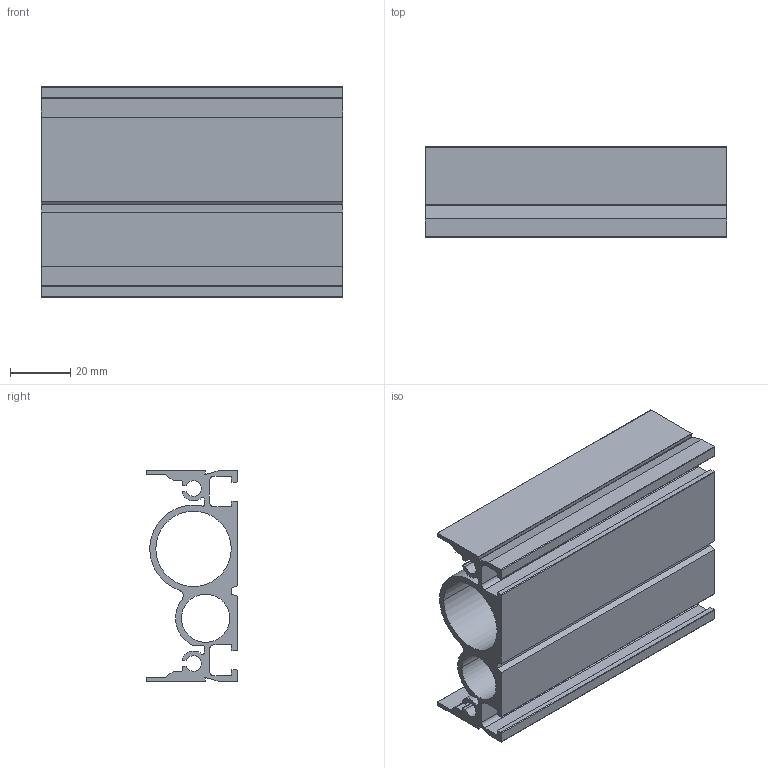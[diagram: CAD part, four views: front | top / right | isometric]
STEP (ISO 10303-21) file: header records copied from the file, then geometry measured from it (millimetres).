
FILE_DESCRIPTION (( 'STEP AP214' ), '1' );
FILE_NAME ('SIC-M059.025.016.STEP', '2019-02-19T11:25:44', ( '' ), ( '' ), 'SwSTEP 2.0', 'SolidWorks 2018', '' );
FILE_SCHEMA (( 'AUTOMOTIVE_DESIGN' ));
Length unit declared in the file: millimetre
Products named in the file (1): SIC-M059.025.016
Bounding box: 100 x 30 x 70 mm (x, y, z)
Volume: 60826.6 mm3; surface area: 48300.3 mm2
Topology: 1 solids, 1 shells, 101 faces, 297 edges, 198 vertices
Faces by surface type: cylinder 55, plane 46
Entity records: 3443 total; most frequent: DIRECTION 611, CARTESIAN_POINT 597, ORIENTED_EDGE 594, EDGE_CURVE 297, AXIS2_PLACEMENT_3D 212, VERTEX_POINT 198, VECTOR 187, LINE 187
